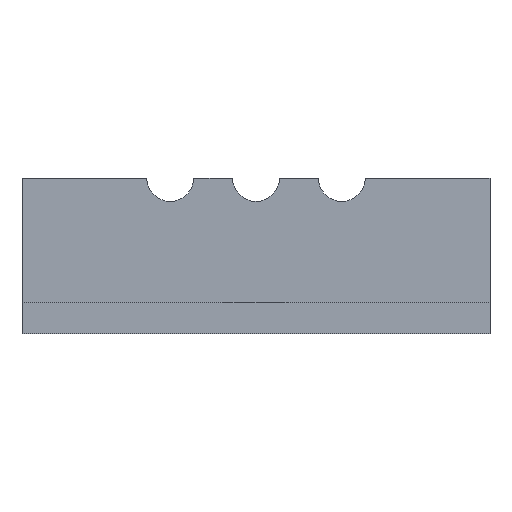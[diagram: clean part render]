
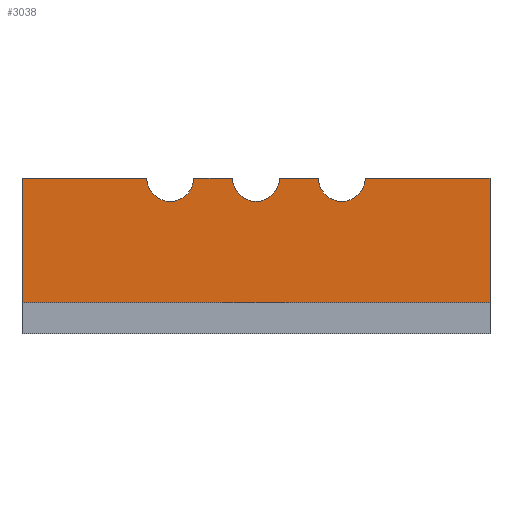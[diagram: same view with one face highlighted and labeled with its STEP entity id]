
A CAD part, front view. The second image highlights one B-rep face of the part: STEP entity #3038.
In plain terms, the highlighted planar face has unit normal (0, -1, 0).
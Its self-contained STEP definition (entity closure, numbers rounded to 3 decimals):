
#27 = CARTESIAN_POINT ( 'NONE',  ( 814.494, 115.873, 20. ) ) ;
#36 = EDGE_CURVE ( 'NONE', #2650, #1281, #1393, .T. ) ;
#148 = CARTESIAN_POINT ( 'NONE',  ( 841.494, 115.873, 20. ) ) ;
#193 = DIRECTION ( 'NONE',  ( 0., 1., 0. ) ) ;
#224 = VERTEX_POINT ( 'NONE', #950 ) ;
#227 = CARTESIAN_POINT ( 'NONE',  ( 803.494, 115.873, 20. ) ) ;
#445 = DIRECTION ( 'NONE',  ( -1., 0., 0. ) ) ;
#459 = ORIENTED_EDGE ( 'NONE', *, *, #3058, .T. ) ;
#468 = LINE ( 'NONE', #2746, #1560 ) ;
#531 = VERTEX_POINT ( 'NONE', #1513 ) ;
#555 = VERTEX_POINT ( 'NONE', #2976 ) ;
#636 = EDGE_LOOP ( 'NONE', ( #1922, #1284, #1273, #1458, #781, #823, #3062, #1890, #459, #1542 ) ) ;
#643 = CARTESIAN_POINT ( 'NONE',  ( 781.494, 115.873, 20. ) ) ;
#644 = CARTESIAN_POINT ( 'NONE',  ( 841.494, 115.873, 20. ) ) ;
#667 = DIRECTION ( 'NONE',  ( 0., 0., -1. ) ) ;
#696 = DIRECTION ( 'NONE',  ( 0., 1., 0. ) ) ;
#718 = DIRECTION ( 'NONE',  ( 0., 0., 1. ) ) ;
#728 = DIRECTION ( 'NONE',  ( 1., 0., 0. ) ) ;
#746 = DIRECTION ( 'NONE',  ( 0., 1., 0. ) ) ;
#781 = ORIENTED_EDGE ( 'NONE', *, *, #1510, .T. ) ;
#823 = ORIENTED_EDGE ( 'NONE', *, *, #2458, .F. ) ;
#864 = DIRECTION ( 'NONE',  ( 1., 0., 0. ) ) ;
#878 = VECTOR ( 'NONE', #1646, 1000. ) ;
#930 = CIRCLE ( 'NONE', #3136, 3. ) ;
#950 = CARTESIAN_POINT ( 'NONE',  ( 781.494, 115.873, 20. ) ) ;
#1081 = LINE ( 'NONE', #2075, #2463 ) ;
#1172 = DIRECTION ( 'NONE',  ( 0., 0., 1. ) ) ;
#1229 = VERTEX_POINT ( 'NONE', #1428 ) ;
#1273 = ORIENTED_EDGE ( 'NONE', *, *, #2149, .F. ) ;
#1275 = DIRECTION ( 'NONE',  ( 0., 0., 1. ) ) ;
#1281 = VERTEX_POINT ( 'NONE', #1947 ) ;
#1284 = ORIENTED_EDGE ( 'NONE', *, *, #1533, .T. ) ;
#1311 = VECTOR ( 'NONE', #667, 1000. ) ;
#1317 = VECTOR ( 'NONE', #728, 1000. ) ;
#1343 = DIRECTION ( 'NONE',  ( 1., 0., 0. ) ) ;
#1369 = VERTEX_POINT ( 'NONE', #27 ) ;
#1393 = LINE ( 'NONE', #148, #2916 ) ;
#1428 = CARTESIAN_POINT ( 'NONE',  ( 819.494, 115.873, 20. ) ) ;
#1443 = CARTESIAN_POINT ( 'NONE',  ( 811.494, 115.873, 20. ) ) ;
#1458 = ORIENTED_EDGE ( 'NONE', *, *, #3216, .F. ) ;
#1510 = EDGE_CURVE ( 'NONE', #2792, #1229, #930, .T. ) ;
#1513 = CARTESIAN_POINT ( 'NONE',  ( 841.494, 115.873, 4. ) ) ;
#1529 = DIRECTION ( 'NONE',  ( 1., 0., 0. ) ) ;
#1533 = EDGE_CURVE ( 'NONE', #1675, #531, #468, .T. ) ;
#1542 = ORIENTED_EDGE ( 'NONE', *, *, #2130, .F. ) ;
#1560 = VECTOR ( 'NONE', #1529, 1000. ) ;
#1646 = DIRECTION ( 'NONE',  ( 0., 0., -1. ) ) ;
#1675 = VERTEX_POINT ( 'NONE', #2086 ) ;
#1732 = CARTESIAN_POINT ( 'NONE',  ( 841.494, 115.873, 20. ) ) ;
#1781 = CARTESIAN_POINT ( 'NONE',  ( 825.494, 115.873, 20. ) ) ;
#1803 = EDGE_CURVE ( 'NONE', #224, #1675, #1918, .T. ) ;
#1859 = LINE ( 'NONE', #2373, #2980 ) ;
#1890 = ORIENTED_EDGE ( 'NONE', *, *, #36, .F. ) ;
#1911 = CARTESIAN_POINT ( 'NONE',  ( 841.494, 115.873, 20. ) ) ;
#1918 = LINE ( 'NONE', #643, #878 ) ;
#1922 = ORIENTED_EDGE ( 'NONE', *, *, #1803, .T. ) ;
#1947 = CARTESIAN_POINT ( 'NONE',  ( 808.494, 115.873, 20. ) ) ;
#1954 = DIRECTION ( 'NONE',  ( 0., 1., 0. ) ) ;
#1968 = CARTESIAN_POINT ( 'NONE',  ( 841.494, 115.873, 20. ) ) ;
#1972 = CARTESIAN_POINT ( 'NONE',  ( 822.494, 115.873, 20. ) ) ;
#2075 = CARTESIAN_POINT ( 'NONE',  ( 841.494, 115.873, 20. ) ) ;
#2081 = AXIS2_PLACEMENT_3D ( 'NONE', #2401, #696, #1172 ) ;
#2086 = CARTESIAN_POINT ( 'NONE',  ( 781.494, 115.873, 4. ) ) ;
#2130 = EDGE_CURVE ( 'NONE', #224, #555, #1081, .T. ) ;
#2149 = EDGE_CURVE ( 'NONE', #2864, #531, #2462, .T. ) ;
#2218 = EDGE_CURVE ( 'NONE', #1369, #1281, #2671, .T. ) ;
#2269 = LINE ( 'NONE', #1968, #1317 ) ;
#2373 = CARTESIAN_POINT ( 'NONE',  ( 841.494, 115.873, 20. ) ) ;
#2401 = CARTESIAN_POINT ( 'NONE',  ( 800.494, 115.873, 20. ) ) ;
#2458 = EDGE_CURVE ( 'NONE', #1369, #1229, #1859, .T. ) ;
#2462 = LINE ( 'NONE', #1911, #1311 ) ;
#2463 = VECTOR ( 'NONE', #3082, 1000. ) ;
#2646 = FACE_OUTER_BOUND ( 'NONE', #636, .T. ) ;
#2650 = VERTEX_POINT ( 'NONE', #227 ) ;
#2671 = CIRCLE ( 'NONE', #2825, 3. ) ;
#2746 = CARTESIAN_POINT ( 'NONE',  ( 0., 115.873, 4. ) ) ;
#2792 = VERTEX_POINT ( 'NONE', #1781 ) ;
#2825 = AXIS2_PLACEMENT_3D ( 'NONE', #1443, #193, #718 ) ;
#2864 = VERTEX_POINT ( 'NONE', #1732 ) ;
#2872 = CIRCLE ( 'NONE', #2081, 3. ) ;
#2916 = VECTOR ( 'NONE', #864, 1000. ) ;
#2944 = PLANE ( 'NONE',  #3191 ) ;
#2976 = CARTESIAN_POINT ( 'NONE',  ( 797.494, 115.873, 20. ) ) ;
#2980 = VECTOR ( 'NONE', #1343, 1000. ) ;
#3038 = ADVANCED_FACE ( 'NONE', ( #2646 ), #2944, .F. ) ;
#3058 = EDGE_CURVE ( 'NONE', #2650, #555, #2872, .T. ) ;
#3062 = ORIENTED_EDGE ( 'NONE', *, *, #2218, .T. ) ;
#3082 = DIRECTION ( 'NONE',  ( 1., 0., 0. ) ) ;
#3136 = AXIS2_PLACEMENT_3D ( 'NONE', #1972, #746, #1275 ) ;
#3191 = AXIS2_PLACEMENT_3D ( 'NONE', #644, #1954, #445 ) ;
#3216 = EDGE_CURVE ( 'NONE', #2792, #2864, #2269, .T. ) ;
